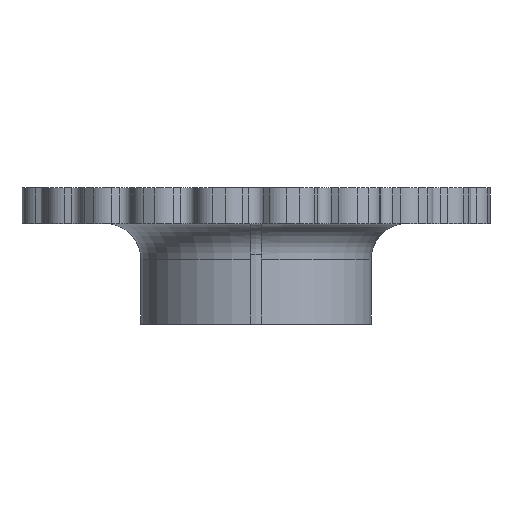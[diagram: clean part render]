
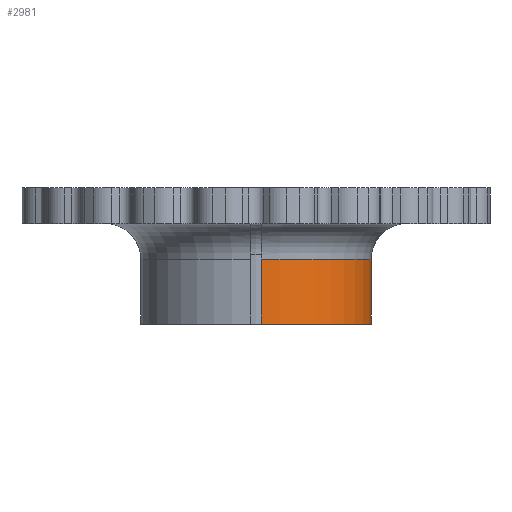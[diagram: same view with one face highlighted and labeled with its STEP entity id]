
A CAD part, front view. The second image highlights one B-rep face of the part: STEP entity #2981.
In plain terms, the highlighted cylindrical face has radius 5.5 mm (diameter 11 mm), a partial arc.
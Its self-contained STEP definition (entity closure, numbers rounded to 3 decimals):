
#103=LINE('',#4561,#364);
#104=LINE('',#4564,#365);
#364=VECTOR('',#3539,10.);
#365=VECTOR('',#3542,10.);
#624=CYLINDRICAL_SURFACE('',#3166,5.5);
#715=FACE_OUTER_BOUND('',#881,.T.);
#881=EDGE_LOOP('',(#2045,#2046,#2047,#2048));
#1053=CIRCLE('',#3164,5.5);
#1055=CIRCLE('',#3167,5.5);
#1258=VERTEX_POINT('',#4534);
#1259=VERTEX_POINT('',#4545);
#1261=VERTEX_POINT('',#4560);
#1262=VERTEX_POINT('',#4562);
#1571=EDGE_CURVE('',#1258,#1259,#1053,.T.);
#1574=EDGE_CURVE('',#1258,#1261,#103,.T.);
#1575=EDGE_CURVE('',#1262,#1261,#1055,.T.);
#1576=EDGE_CURVE('',#1259,#1262,#104,.T.);
#2045=ORIENTED_EDGE('',*,*,#1571,.F.);
#2046=ORIENTED_EDGE('',*,*,#1574,.T.);
#2047=ORIENTED_EDGE('',*,*,#1575,.F.);
#2048=ORIENTED_EDGE('',*,*,#1576,.F.);
#2981=ADVANCED_FACE('',(#715),#624,.T.);
#3164=AXIS2_PLACEMENT_3D('',#4546,#3533,#3534);
#3166=AXIS2_PLACEMENT_3D('',#4559,#3537,#3538);
#3167=AXIS2_PLACEMENT_3D('',#4563,#3540,#3541);
#3533=DIRECTION('center_axis',(0.,0.,1.));
#3534=DIRECTION('ref_axis',(0.707,-0.707,0.));
#3537=DIRECTION('center_axis',(0.,0.,-1.));
#3538=DIRECTION('ref_axis',(1.,0.,0.));
#3539=DIRECTION('',(0.,0.,-1.));
#3540=DIRECTION('center_axis',(0.,0.,-1.));
#3541=DIRECTION('ref_axis',(1.,0.,0.));
#3542=DIRECTION('',(0.,0.,-1.));
#4534=CARTESIAN_POINT('',(0.25,-5.494,3.1));
#4545=CARTESIAN_POINT('',(5.494,-0.25,3.1));
#4546=CARTESIAN_POINT('Origin',(0.,0.,3.1));
#4559=CARTESIAN_POINT('Origin',(0.,0.,4.8));
#4560=CARTESIAN_POINT('',(0.25,-5.494,0.));
#4561=CARTESIAN_POINT('',(0.25,-5.494,4.8));
#4562=CARTESIAN_POINT('',(5.494,-0.25,0.));
#4563=CARTESIAN_POINT('Origin',(0.,0.,0.));
#4564=CARTESIAN_POINT('',(5.494,-0.25,4.8));
